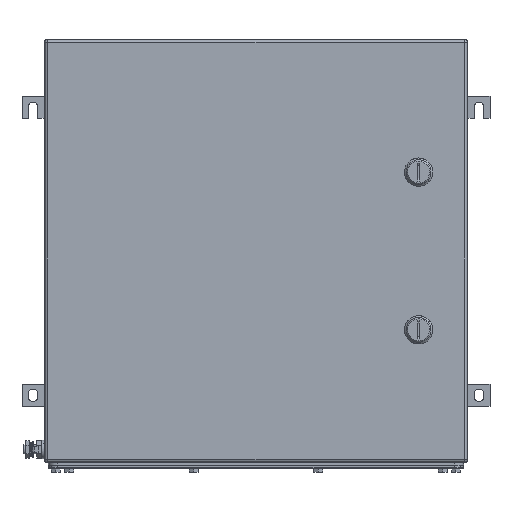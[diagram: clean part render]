
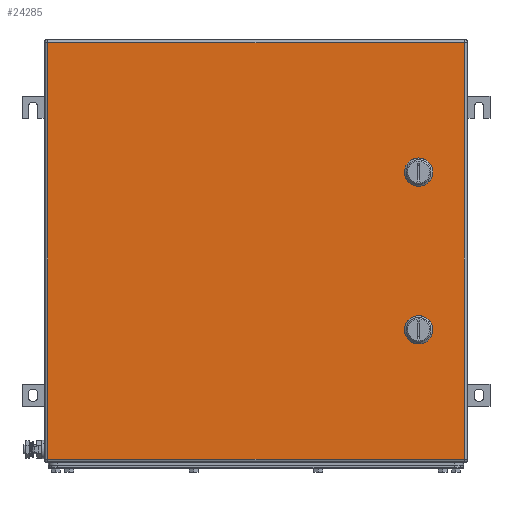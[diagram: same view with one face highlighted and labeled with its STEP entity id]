
A CAD part, top view. The second image highlights one B-rep face of the part: STEP entity #24285.
In plain terms, the highlighted planar face has unit normal (0, 0, 1).
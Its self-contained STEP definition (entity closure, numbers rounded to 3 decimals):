
#24073=AXIS2_PLACEMENT_3D('Circle Axis2P3D',#24071,#24072,$) ;
#24133=AXIS2_PLACEMENT_3D('Plane Axis2P3D',#24130,#24131,#24132) ;
#24171=AXIS2_PLACEMENT_3D('Circle Axis2P3D',#24169,#24170,$) ;
#24185=AXIS2_PLACEMENT_3D('Circle Axis2P3D',#24183,#24184,$) ;
#24199=AXIS2_PLACEMENT_3D('Circle Axis2P3D',#24197,#24198,$) ;
#24221=AXIS2_PLACEMENT_3D('Circle Axis2P3D',#24219,#24220,$) ;
#24237=AXIS2_PLACEMENT_3D('Circle Axis2P3D',#24235,#24236,$) ;
#24251=AXIS2_PLACEMENT_3D('Circle Axis2P3D',#24249,#24250,$) ;
#24265=AXIS2_PLACEMENT_3D('Circle Axis2P3D',#24263,#24264,$) ;
#24068=CARTESIAN_POINT('Vertex',(455.056,330.45,203.5)) ;
#24071=CARTESIAN_POINT('Axis2P3D Location',(450.,340.5,203.5)) ;
#24075=CARTESIAN_POINT('Vertex',(460.05,335.444,203.5)) ;
#24109=CARTESIAN_POINT('Vertex',(444.944,330.45,203.5)) ;
#24112=CARTESIAN_POINT('Line Origine',(450.,330.45,203.5)) ;
#24130=CARTESIAN_POINT('Axis2P3D Location',(265.5,251.,203.5)) ;
#24135=CARTESIAN_POINT('Line Origine',(265.5,487.5,203.5)) ;
#24139=CARTESIAN_POINT('Vertex',(502.,487.5,203.5)) ;
#24141=CARTESIAN_POINT('Vertex',(29.,487.5,203.5)) ;
#24144=CARTESIAN_POINT('Line Origine',(29.,251.,203.5)) ;
#24148=CARTESIAN_POINT('Vertex',(29.,14.5,203.5)) ;
#24151=CARTESIAN_POINT('Line Origine',(265.5,14.5,203.5)) ;
#24155=CARTESIAN_POINT('Vertex',(502.,14.5,203.5)) ;
#24158=CARTESIAN_POINT('Line Origine',(502.,251.,203.5)) ;
#24169=CARTESIAN_POINT('Axis2P3D Location',(450.,340.5,203.5)) ;
#24173=CARTESIAN_POINT('Vertex',(439.95,335.444,203.5)) ;
#24176=CARTESIAN_POINT('Line Origine',(439.95,340.5,203.5)) ;
#24180=CARTESIAN_POINT('Vertex',(439.95,345.556,203.5)) ;
#24183=CARTESIAN_POINT('Axis2P3D Location',(450.,340.5,203.5)) ;
#24187=CARTESIAN_POINT('Vertex',(444.944,350.55,203.5)) ;
#24190=CARTESIAN_POINT('Line Origine',(450.,350.55,203.5)) ;
#24194=CARTESIAN_POINT('Vertex',(455.056,350.55,203.5)) ;
#24197=CARTESIAN_POINT('Axis2P3D Location',(450.,340.5,203.5)) ;
#24201=CARTESIAN_POINT('Vertex',(460.05,345.556,203.5)) ;
#24204=CARTESIAN_POINT('Line Origine',(460.05,340.5,203.5)) ;
#24219=CARTESIAN_POINT('Axis2P3D Location',(450.,161.5,203.5)) ;
#24223=CARTESIAN_POINT('Vertex',(455.056,151.45,203.5)) ;
#24225=CARTESIAN_POINT('Vertex',(460.05,156.444,203.5)) ;
#24228=CARTESIAN_POINT('Line Origine',(450.,151.45,203.5)) ;
#24232=CARTESIAN_POINT('Vertex',(444.944,151.45,203.5)) ;
#24235=CARTESIAN_POINT('Axis2P3D Location',(450.,161.5,203.5)) ;
#24239=CARTESIAN_POINT('Vertex',(439.95,156.444,203.5)) ;
#24242=CARTESIAN_POINT('Line Origine',(439.95,161.5,203.5)) ;
#24246=CARTESIAN_POINT('Vertex',(439.95,166.556,203.5)) ;
#24249=CARTESIAN_POINT('Axis2P3D Location',(450.,161.5,203.5)) ;
#24253=CARTESIAN_POINT('Vertex',(444.944,171.55,203.5)) ;
#24256=CARTESIAN_POINT('Line Origine',(450.,171.55,203.5)) ;
#24260=CARTESIAN_POINT('Vertex',(455.056,171.55,203.5)) ;
#24263=CARTESIAN_POINT('Axis2P3D Location',(450.,161.5,203.5)) ;
#24267=CARTESIAN_POINT('Vertex',(460.05,166.556,203.5)) ;
#24270=CARTESIAN_POINT('Line Origine',(460.05,161.5,203.5)) ;
#24072=DIRECTION('Axis2P3D Direction',(0.,0.,1.)) ;
#24113=DIRECTION('Vector Direction',(1.,0.,0.)) ;
#24131=DIRECTION('Axis2P3D Direction',(0.,0.,1.)) ;
#24132=DIRECTION('Axis2P3D XDirection',(1.,0.,0.)) ;
#24136=DIRECTION('Vector Direction',(1.,0.,0.)) ;
#24145=DIRECTION('Vector Direction',(0.,-1.,0.)) ;
#24152=DIRECTION('Vector Direction',(1.,0.,0.)) ;
#24159=DIRECTION('Vector Direction',(0.,1.,0.)) ;
#24170=DIRECTION('Axis2P3D Direction',(0.,0.,1.)) ;
#24177=DIRECTION('Vector Direction',(0.,1.,0.)) ;
#24184=DIRECTION('Axis2P3D Direction',(0.,0.,1.)) ;
#24191=DIRECTION('Vector Direction',(1.,0.,0.)) ;
#24198=DIRECTION('Axis2P3D Direction',(0.,0.,1.)) ;
#24205=DIRECTION('Vector Direction',(0.,-1.,0.)) ;
#24220=DIRECTION('Axis2P3D Direction',(0.,0.,1.)) ;
#24229=DIRECTION('Vector Direction',(1.,0.,0.)) ;
#24236=DIRECTION('Axis2P3D Direction',(0.,0.,1.)) ;
#24243=DIRECTION('Vector Direction',(0.,1.,0.)) ;
#24250=DIRECTION('Axis2P3D Direction',(0.,0.,1.)) ;
#24257=DIRECTION('Vector Direction',(1.,0.,0.)) ;
#24264=DIRECTION('Axis2P3D Direction',(0.,0.,1.)) ;
#24271=DIRECTION('Vector Direction',(0.,-1.,0.)) ;
#24114=VECTOR('Line Direction',#24113,1.) ;
#24137=VECTOR('Line Direction',#24136,1.) ;
#24146=VECTOR('Line Direction',#24145,1.) ;
#24153=VECTOR('Line Direction',#24152,1.) ;
#24160=VECTOR('Line Direction',#24159,1.) ;
#24178=VECTOR('Line Direction',#24177,1.) ;
#24192=VECTOR('Line Direction',#24191,1.) ;
#24206=VECTOR('Line Direction',#24205,1.) ;
#24230=VECTOR('Line Direction',#24229,1.) ;
#24244=VECTOR('Line Direction',#24243,1.) ;
#24258=VECTOR('Line Direction',#24257,1.) ;
#24272=VECTOR('Line Direction',#24271,1.) ;
#24164=ORIENTED_EDGE('',*,*,#24143,.T.) ;
#24165=ORIENTED_EDGE('',*,*,#24150,.T.) ;
#24166=ORIENTED_EDGE('',*,*,#24157,.T.) ;
#24167=ORIENTED_EDGE('',*,*,#24162,.T.) ;
#24210=ORIENTED_EDGE('',*,*,#24116,.F.) ;
#24211=ORIENTED_EDGE('',*,*,#24175,.F.) ;
#24212=ORIENTED_EDGE('',*,*,#24182,.T.) ;
#24213=ORIENTED_EDGE('',*,*,#24189,.F.) ;
#24214=ORIENTED_EDGE('',*,*,#24196,.T.) ;
#24215=ORIENTED_EDGE('',*,*,#24203,.F.) ;
#24216=ORIENTED_EDGE('',*,*,#24208,.T.) ;
#24217=ORIENTED_EDGE('',*,*,#24077,.F.) ;
#24276=ORIENTED_EDGE('',*,*,#24227,.F.) ;
#24277=ORIENTED_EDGE('',*,*,#24234,.F.) ;
#24278=ORIENTED_EDGE('',*,*,#24241,.F.) ;
#24279=ORIENTED_EDGE('',*,*,#24248,.T.) ;
#24280=ORIENTED_EDGE('',*,*,#24255,.F.) ;
#24281=ORIENTED_EDGE('',*,*,#24262,.T.) ;
#24282=ORIENTED_EDGE('',*,*,#24269,.F.) ;
#24283=ORIENTED_EDGE('',*,*,#24274,.T.) ;
#24218=FACE_BOUND('',#24209,.T.) ;
#24284=FACE_BOUND('',#24275,.T.) ;
#24285=ADVANCED_FACE('ZUB_KTB_QL_484820_1GP_AllCATPart_AllCATPart.2\\ZUB_KTB_QL_484820_1GP_AllCATPart.2\\ZUB_DE_KTB_QL.1\\DE_KTB_MH_PART_MASTER.1\\Koerper.2',(#24168,#24218,#24284),#24134,.T.) ;
#24074=CIRCLE('generated circle',#24073,11.25) ;
#24172=CIRCLE('generated circle',#24171,11.25) ;
#24186=CIRCLE('generated circle',#24185,11.25) ;
#24200=CIRCLE('generated circle',#24199,11.25) ;
#24222=CIRCLE('generated circle',#24221,11.25) ;
#24238=CIRCLE('generated circle',#24237,11.25) ;
#24252=CIRCLE('generated circle',#24251,11.25) ;
#24266=CIRCLE('generated circle',#24265,11.25) ;
#24077=EDGE_CURVE('',#24069,#24076,#24074,.T.) ;
#24116=EDGE_CURVE('',#24110,#24069,#24115,.T.) ;
#24143=EDGE_CURVE('',#24140,#24142,#24138,.F.) ;
#24150=EDGE_CURVE('',#24142,#24149,#24147,.T.) ;
#24157=EDGE_CURVE('',#24149,#24156,#24154,.T.) ;
#24162=EDGE_CURVE('',#24156,#24140,#24161,.T.) ;
#24175=EDGE_CURVE('',#24174,#24110,#24172,.T.) ;
#24182=EDGE_CURVE('',#24174,#24181,#24179,.T.) ;
#24189=EDGE_CURVE('',#24188,#24181,#24186,.T.) ;
#24196=EDGE_CURVE('',#24188,#24195,#24193,.T.) ;
#24203=EDGE_CURVE('',#24202,#24195,#24200,.T.) ;
#24208=EDGE_CURVE('',#24202,#24076,#24207,.T.) ;
#24227=EDGE_CURVE('',#24224,#24226,#24222,.T.) ;
#24234=EDGE_CURVE('',#24233,#24224,#24231,.T.) ;
#24241=EDGE_CURVE('',#24240,#24233,#24238,.T.) ;
#24248=EDGE_CURVE('',#24240,#24247,#24245,.T.) ;
#24255=EDGE_CURVE('',#24254,#24247,#24252,.T.) ;
#24262=EDGE_CURVE('',#24254,#24261,#24259,.T.) ;
#24269=EDGE_CURVE('',#24268,#24261,#24266,.T.) ;
#24274=EDGE_CURVE('',#24268,#24226,#24273,.T.) ;
#24163=EDGE_LOOP('',(#24164,#24165,#24166,#24167)) ;
#24209=EDGE_LOOP('',(#24210,#24211,#24212,#24213,#24214,#24215,#24216,#24217)) ;
#24275=EDGE_LOOP('',(#24276,#24277,#24278,#24279,#24280,#24281,#24282,#24283)) ;
#24168=FACE_OUTER_BOUND('',#24163,.T.) ;
#24115=LINE('Line',#24112,#24114) ;
#24138=LINE('Line',#24135,#24137) ;
#24147=LINE('Line',#24144,#24146) ;
#24154=LINE('Line',#24151,#24153) ;
#24161=LINE('Line',#24158,#24160) ;
#24179=LINE('Line',#24176,#24178) ;
#24193=LINE('Line',#24190,#24192) ;
#24207=LINE('Line',#24204,#24206) ;
#24231=LINE('Line',#24228,#24230) ;
#24245=LINE('Line',#24242,#24244) ;
#24259=LINE('Line',#24256,#24258) ;
#24273=LINE('Line',#24270,#24272) ;
#24134=PLANE('',#24133) ;
#24069=VERTEX_POINT('',#24068) ;
#24076=VERTEX_POINT('',#24075) ;
#24110=VERTEX_POINT('',#24109) ;
#24140=VERTEX_POINT('',#24139) ;
#24142=VERTEX_POINT('',#24141) ;
#24149=VERTEX_POINT('',#24148) ;
#24156=VERTEX_POINT('',#24155) ;
#24174=VERTEX_POINT('',#24173) ;
#24181=VERTEX_POINT('',#24180) ;
#24188=VERTEX_POINT('',#24187) ;
#24195=VERTEX_POINT('',#24194) ;
#24202=VERTEX_POINT('',#24201) ;
#24224=VERTEX_POINT('',#24223) ;
#24226=VERTEX_POINT('',#24225) ;
#24233=VERTEX_POINT('',#24232) ;
#24240=VERTEX_POINT('',#24239) ;
#24247=VERTEX_POINT('',#24246) ;
#24254=VERTEX_POINT('',#24253) ;
#24261=VERTEX_POINT('',#24260) ;
#24268=VERTEX_POINT('',#24267) ;
